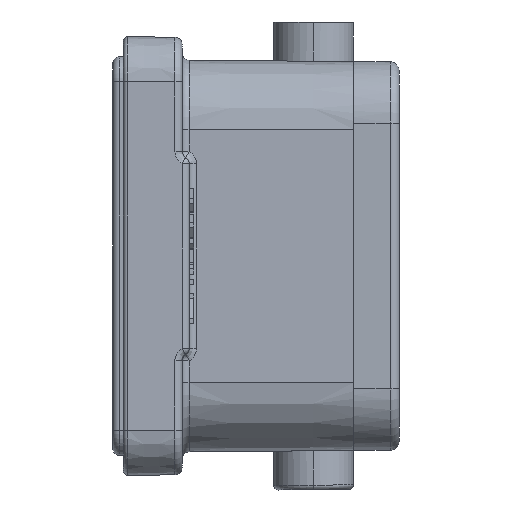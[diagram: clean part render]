
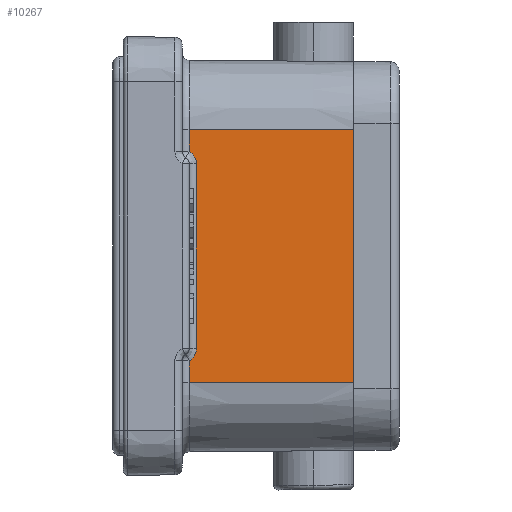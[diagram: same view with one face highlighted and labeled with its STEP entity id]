
A CAD part, left-side view. The second image highlights one B-rep face of the part: STEP entity #10267.
In plain terms, the highlighted planar face has unit normal (-1, -0.009, 0).
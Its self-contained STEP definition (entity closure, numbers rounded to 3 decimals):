
#2222=DIRECTION('',(0.,0.,1.));
#2223=VECTOR('',#2222,28.);
#2224=CARTESIAN_POINT('',(-46.75,0.,-14.));
#2225=LINE('',#2224,#2223);
#2322=DIRECTION('',(0.,0.,1.));
#2323=VECTOR('',#2322,2.414);
#2324=CARTESIAN_POINT('',(-46.909,18.207,11.586));
#2325=LINE('',#2324,#2323);
#2326=DIRECTION('',(0.009,-1.,0.));
#2327=VECTOR('',#2326,18.208);
#2328=CARTESIAN_POINT('',(-46.909,18.207,14.));
#2329=LINE('',#2328,#2327);
#2330=DIRECTION('',(0.009,-1.,0.));
#2331=VECTOR('',#2330,18.208);
#2332=CARTESIAN_POINT('',(-46.909,18.207,
-14.));
#2333=LINE('',#2332,#2331);
#2334=DIRECTION('',(0.,0.,1.));
#2335=VECTOR('',#2334,2.415);
#2336=CARTESIAN_POINT('',(-46.909,18.207,
-14.));
#2337=LINE('',#2336,#2335);
#2338=CARTESIAN_POINT('',(-46.909,18.207,
-11.585));
#2339=CARTESIAN_POINT('',(-46.908,18.084,
-11.514));
#2340=CARTESIAN_POINT('',(-46.906,17.866,
-11.346));
#2341=CARTESIAN_POINT('',(-46.904,17.618,
-11.028));
#2342=CARTESIAN_POINT('',(-46.902,17.452,
-10.648));
#2343=CARTESIAN_POINT('',(-46.902,17.407,
-10.356));
#2344=CARTESIAN_POINT('',(-46.902,17.407,
-10.2));
#2346=DIRECTION('',(0.,0.,1.));
#2347=VECTOR('',#2346,20.4);
#2348=CARTESIAN_POINT('',(-46.902,17.407,
-10.2));
#2349=LINE('',#2348,#2347);
#2350=CARTESIAN_POINT('',(-46.902,17.407,10.2));
#2351=CARTESIAN_POINT('',(-46.902,17.407,10.314));
#2352=CARTESIAN_POINT('',(-46.902,17.431,10.536));
#2353=CARTESIAN_POINT('',(-46.903,17.535,10.856));
#2354=CARTESIAN_POINT('',(-46.904,17.703,11.147));
#2355=CARTESIAN_POINT('',(-46.906,17.929,11.398));
#2356=CARTESIAN_POINT('',(-46.908,18.109,11.529));
#2357=CARTESIAN_POINT('',(-46.909,18.207,11.586));
#6262=CARTESIAN_POINT('',(-46.75,0.,-14.));
#6263=CARTESIAN_POINT('',(-46.75,0.,14.));
#6264=VERTEX_POINT('',#6262);
#6265=VERTEX_POINT('',#6263);
#6336=CARTESIAN_POINT('',(-46.909,18.207,14.));
#6337=VERTEX_POINT('',#6336);
#6340=CARTESIAN_POINT('',(-46.909,18.207,11.586));
#6341=VERTEX_POINT('',#6340);
#6356=CARTESIAN_POINT('',(-46.909,18.207,-14.));
#6357=VERTEX_POINT('',#6356);
#6360=CARTESIAN_POINT('',(-46.909,18.207,
-11.585));
#6361=VERTEX_POINT('',#6360);
#6397=VERTEX_POINT('',#2344);
#6398=CARTESIAN_POINT('',(-46.902,17.407,10.2));
#6399=VERTEX_POINT('',#6398);
#10246=CARTESIAN_POINT('',(-46.75,0.,-24.066));
#10247=DIRECTION('',(-1.,-0.009,0.));
#10248=DIRECTION('',(0.,0.,-1.));
#10249=AXIS2_PLACEMENT_3D('',#10246,#10247,#10248);
#10250=PLANE('',#10249);
#10252=ORIENTED_EDGE('',*,*,#10251,.T.);
#10253=ORIENTED_EDGE('',*,*,#10237,.T.);
#10254=ORIENTED_EDGE('',*,*,#10065,.F.);
#10256=ORIENTED_EDGE('',*,*,#10255,.F.);
#10258=ORIENTED_EDGE('',*,*,#10257,.T.);
#10260=ORIENTED_EDGE('',*,*,#10259,.T.);
#10262=ORIENTED_EDGE('',*,*,#10261,.T.);
#10264=ORIENTED_EDGE('',*,*,#10263,.T.);
#10265=EDGE_LOOP('',(#10252,#10253,#10254,#10256,#10258,#10260,#10262,#10264));
#10266=FACE_OUTER_BOUND('',#10265,.F.);
#10267=ADVANCED_FACE('',(#10266),#10250,.T.);
#2345=B_SPLINE_CURVE_WITH_KNOTS('',3,(#2338,#2339,#2340,#2341,#2342,#2343,
#2344),.UNSPECIFIED.,.F.,.F.,(4,1,1,1,4),(0.,0.25,0.5,0.75,1.),
.UNSPECIFIED.);
#2358=B_SPLINE_CURVE_WITH_KNOTS('',3,(#2350,#2351,#2352,#2353,#2354,#2355,#2356,
#2357),.UNSPECIFIED.,.F.,.F.,(4,1,1,1,1,4),(0.,0.2,0.4,0.6,0.8,1.),
.UNSPECIFIED.);
#10065=EDGE_CURVE('',#6264,#6265,#2225,.T.);
#10237=EDGE_CURVE('',#6337,#6265,#2329,.T.);
#10251=EDGE_CURVE('',#6341,#6337,#2325,.T.);
#10255=EDGE_CURVE('',#6357,#6264,#2333,.T.);
#10257=EDGE_CURVE('',#6357,#6361,#2337,.T.);
#10259=EDGE_CURVE('',#6361,#6397,#2345,.T.);
#10261=EDGE_CURVE('',#6397,#6399,#2349,.T.);
#10263=EDGE_CURVE('',#6399,#6341,#2358,.T.);
